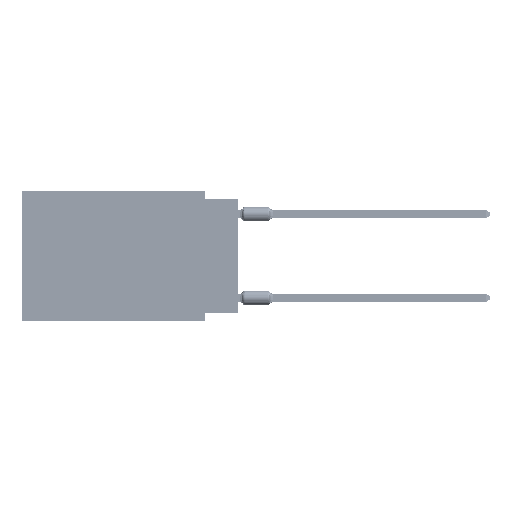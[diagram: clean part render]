
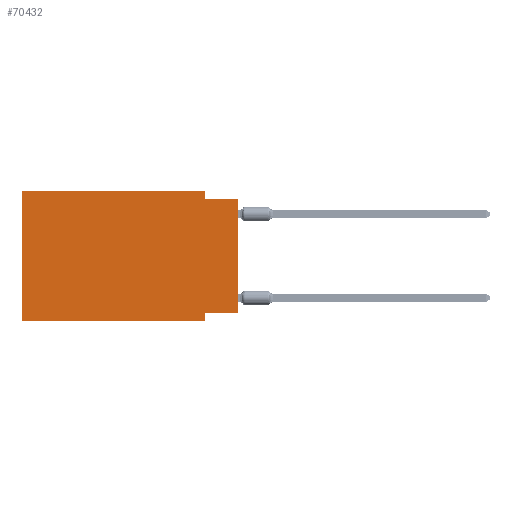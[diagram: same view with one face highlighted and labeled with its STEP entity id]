
A CAD part, left-side view. The second image highlights one B-rep face of the part: STEP entity #70432.
In plain terms, the highlighted planar face has unit normal (-1, 0, 0).
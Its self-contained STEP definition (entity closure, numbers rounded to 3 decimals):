
#890 = LINE ( 'NONE', #49737, #15304 ) ;
#1090 = CARTESIAN_POINT ( 'NONE',  ( 0., 2.54, 0. ) ) ;
#1389 = CARTESIAN_POINT ( 'NONE',  ( 0., 16.383, 0. ) ) ;
#1623 = VERTEX_POINT ( 'NONE', #1090 ) ;
#5297 = EDGE_CURVE ( 'NONE', #55877, #1623, #25442, .T. ) ;
#5832 = EDGE_CURVE ( 'NONE', #34639, #22104, #9430, .T. ) ;
#8222 = ORIENTED_EDGE ( 'NONE', *, *, #87125, .F. ) ;
#9430 = LINE ( 'NONE', #84312, #84894 ) ;
#12653 = EDGE_CURVE ( 'NONE', #36249, #31753, #890, .T. ) ;
#12683 = CARTESIAN_POINT ( 'NONE',  ( 0., 0., -0.635 ) ) ;
#13531 = PLANE ( 'NONE',  #30264 ) ;
#14291 = DIRECTION ( 'NONE',  ( 0., 0., -1. ) ) ;
#15304 = VECTOR ( 'NONE', #55578, 1000. ) ;
#16759 = LINE ( 'NONE', #30227, #40495 ) ;
#17683 = ORIENTED_EDGE ( 'NONE', *, *, #5832, .F. ) ;
#20508 = EDGE_LOOP ( 'NONE', ( #70347, #73505, #8222, #51656, #70558, #35476, #34720, #17683 ) ) ;
#21075 = EDGE_CURVE ( 'NONE', #34639, #44482, #50099, .T. ) ;
#21704 = VECTOR ( 'NONE', #40027, 1000. ) ;
#21877 = VECTOR ( 'NONE', #80112, 1000. ) ;
#22104 = VERTEX_POINT ( 'NONE', #59601 ) ;
#22648 = CARTESIAN_POINT ( 'NONE',  ( 0., 2.54, -9.906 ) ) ;
#24879 = DIRECTION ( 'NONE',  ( 0., 0., 1. ) ) ;
#25442 = LINE ( 'NONE', #52750, #21877 ) ;
#25825 = CARTESIAN_POINT ( 'NONE',  ( 0., 2.54, -0.635 ) ) ;
#30227 = CARTESIAN_POINT ( 'NONE',  ( 0., 16.383, 0. ) ) ;
#30264 = AXIS2_PLACEMENT_3D ( 'NONE', #39984, #67343, #61048 ) ;
#31753 = VERTEX_POINT ( 'NONE', #22648 ) ;
#34639 = VERTEX_POINT ( 'NONE', #41965 ) ;
#34720 = ORIENTED_EDGE ( 'NONE', *, *, #49544, .F. ) ;
#35476 = ORIENTED_EDGE ( 'NONE', *, *, #12653, .T. ) ;
#36249 = VERTEX_POINT ( 'NONE', #53399 ) ;
#37627 = DIRECTION ( 'NONE',  ( 0., 0., -1. ) ) ;
#39984 = CARTESIAN_POINT ( 'NONE',  ( 0., 16.383, 0. ) ) ;
#40027 = DIRECTION ( 'NONE',  ( 0., -1., 0. ) ) ;
#40495 = VECTOR ( 'NONE', #56670, 1000. ) ;
#41633 = CARTESIAN_POINT ( 'NONE',  ( 0., 2.54, 0. ) ) ;
#41965 = CARTESIAN_POINT ( 'NONE',  ( 0., 0., -9.271 ) ) ;
#42578 = VECTOR ( 'NONE', #14291, 1000. ) ;
#44482 = VERTEX_POINT ( 'NONE', #60756 ) ;
#46756 = LINE ( 'NONE', #12683, #21704 ) ;
#49237 = LINE ( 'NONE', #41633, #42578 ) ;
#49544 = EDGE_CURVE ( 'NONE', #22104, #31753, #71707, .T. ) ;
#49737 = CARTESIAN_POINT ( 'NONE',  ( 0., 16.383, -9.906 ) ) ;
#50099 = LINE ( 'NONE', #77038, #53272 ) ;
#51009 = VECTOR ( 'NONE', #37627, 1000. ) ;
#51656 = ORIENTED_EDGE ( 'NONE', *, *, #5297, .F. ) ;
#52750 = CARTESIAN_POINT ( 'NONE',  ( 0., 16.383, 0. ) ) ;
#53272 = VECTOR ( 'NONE', #24879, 1000. ) ;
#53399 = CARTESIAN_POINT ( 'NONE',  ( 0., 16.383, -9.906 ) ) ;
#55578 = DIRECTION ( 'NONE',  ( 0., -1., 0. ) ) ;
#55877 = VERTEX_POINT ( 'NONE', #1389 ) ;
#56670 = DIRECTION ( 'NONE',  ( 0., 0., 1. ) ) ;
#59601 = CARTESIAN_POINT ( 'NONE',  ( 0., 2.54, -9.271 ) ) ;
#59717 = FACE_OUTER_BOUND ( 'NONE', #20508, .T. ) ;
#59760 = VERTEX_POINT ( 'NONE', #25825 ) ;
#60756 = CARTESIAN_POINT ( 'NONE',  ( 0., 0., -0.635 ) ) ;
#61048 = DIRECTION ( 'NONE',  ( 0., 0., -1. ) ) ;
#65856 = CARTESIAN_POINT ( 'NONE',  ( 0., 2.54, -9.906 ) ) ;
#67343 = DIRECTION ( 'NONE',  ( 1., 0., 0. ) ) ;
#70347 = ORIENTED_EDGE ( 'NONE', *, *, #21075, .T. ) ;
#70432 = ADVANCED_FACE ( 'NONE', ( #59717 ), #13531, .F. ) ;
#70558 = ORIENTED_EDGE ( 'NONE', *, *, #74464, .F. ) ;
#71707 = LINE ( 'NONE', #65856, #51009 ) ;
#72912 = EDGE_CURVE ( 'NONE', #59760, #44482, #46756, .T. ) ;
#73505 = ORIENTED_EDGE ( 'NONE', *, *, #72912, .F. ) ;
#74464 = EDGE_CURVE ( 'NONE', #36249, #55877, #16759, .T. ) ;
#77038 = CARTESIAN_POINT ( 'NONE',  ( 0., 0., 0. ) ) ;
#80112 = DIRECTION ( 'NONE',  ( 0., -1., 0. ) ) ;
#84312 = CARTESIAN_POINT ( 'NONE',  ( 0., 0., -9.271 ) ) ;
#84759 = DIRECTION ( 'NONE',  ( 0., 1., 0. ) ) ;
#84894 = VECTOR ( 'NONE', #84759, 1000. ) ;
#87125 = EDGE_CURVE ( 'NONE', #1623, #59760, #49237, .T. ) ;
